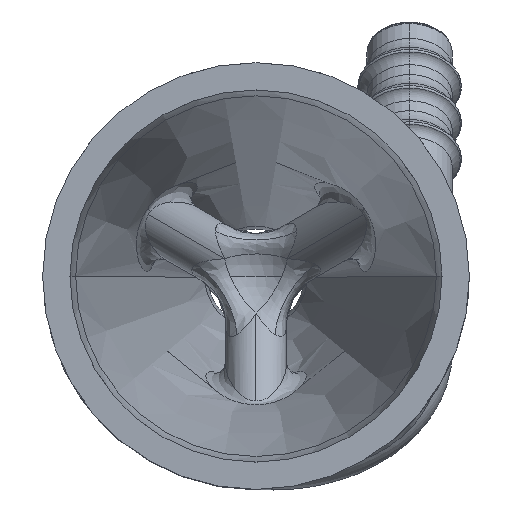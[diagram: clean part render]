
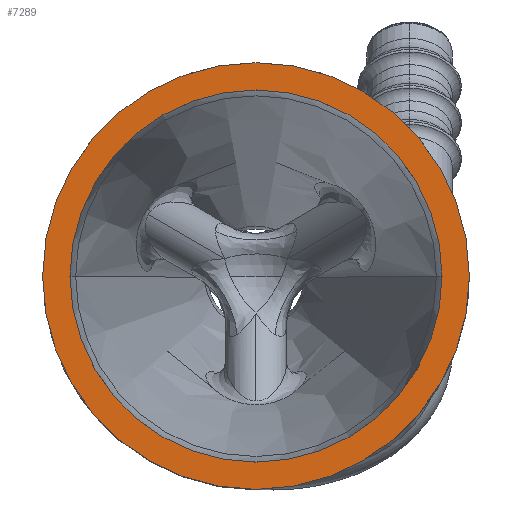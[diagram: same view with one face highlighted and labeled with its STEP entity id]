
A CAD part, top view. The second image highlights one B-rep face of the part: STEP entity #7289.
In plain terms, the highlighted planar face has unit normal (0, 0, 1).
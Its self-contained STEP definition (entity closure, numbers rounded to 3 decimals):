
#743 = ORIENTED_EDGE ( 'NONE', *, *, #14368, .T. ) ;
#1629 = CARTESIAN_POINT ( 'NONE',  ( 0., 0., 0. ) ) ;
#2416 = CARTESIAN_POINT ( 'NONE',  ( -10.9, 0., 0. ) ) ;
#3293 = DIRECTION ( 'NONE',  ( 0., 0., 1. ) ) ;
#5660 = CARTESIAN_POINT ( 'NONE',  ( 0., 0., 0. ) ) ;
#6153 = VERTEX_POINT ( 'NONE', #6604 ) ;
#6547 = AXIS2_PLACEMENT_3D ( 'NONE', #5660, #16983, #14244 ) ;
#6604 = CARTESIAN_POINT ( 'NONE',  ( -12.5, 0., 0. ) ) ;
#7289 = ADVANCED_FACE ( 'NONE', ( #7704, #24607 ), #28629, .T. ) ;
#7704 = FACE_OUTER_BOUND ( 'NONE', #15605, .T. ) ;
#8493 = DIRECTION ( 'NONE',  ( 0., 0., 1. ) ) ;
#9025 = AXIS2_PLACEMENT_3D ( 'NONE', #22162, #3293, #26037 ) ;
#10121 = DIRECTION ( 'NONE',  ( 1., 0., 0. ) ) ;
#13479 = VERTEX_POINT ( 'NONE', #18872 ) ;
#13894 = EDGE_LOOP ( 'NONE', ( #33059, #15790 ) ) ;
#14244 = DIRECTION ( 'NONE',  ( 1., 0., 0. ) ) ;
#14298 = DIRECTION ( 'NONE',  ( 1., 0., 0. ) ) ;
#14368 = EDGE_CURVE ( 'NONE', #34290, #6153, #31961, .T. ) ;
#14619 = EDGE_CURVE ( 'NONE', #6153, #34290, #30191, .T. ) ;
#14665 = CARTESIAN_POINT ( 'NONE',  ( 12.5, 0., 0. ) ) ;
#15605 = EDGE_LOOP ( 'NONE', ( #743, #31519 ) ) ;
#15790 = ORIENTED_EDGE ( 'NONE', *, *, #18838, .F. ) ;
#16983 = DIRECTION ( 'NONE',  ( 0., 0., 1. ) ) ;
#17204 = DIRECTION ( 'NONE',  ( 1., 0., 0. ) ) ;
#17314 = CARTESIAN_POINT ( 'NONE',  ( 0., 0., 0. ) ) ;
#18593 = AXIS2_PLACEMENT_3D ( 'NONE', #1629, #24261, #10121 ) ;
#18838 = EDGE_CURVE ( 'NONE', #31299, #13479, #36278, .T. ) ;
#18872 = CARTESIAN_POINT ( 'NONE',  ( 10.9, 0., 0. ) ) ;
#19724 = DIRECTION ( 'NONE',  ( 0., 0., 1. ) ) ;
#21877 = AXIS2_PLACEMENT_3D ( 'NONE', #17314, #8493, #17204 ) ;
#22162 = CARTESIAN_POINT ( 'NONE',  ( 0., 0., 0. ) ) ;
#23352 = EDGE_CURVE ( 'NONE', #13479, #31299, #31404, .T. ) ;
#24261 = DIRECTION ( 'NONE',  ( 0., 0., 1. ) ) ;
#24607 = FACE_BOUND ( 'NONE', #13894, .T. ) ;
#25013 = AXIS2_PLACEMENT_3D ( 'NONE', #36732, #19724, #14298 ) ;
#26037 = DIRECTION ( 'NONE',  ( 1., 0., 0. ) ) ;
#28629 = PLANE ( 'NONE',  #6547 ) ;
#30191 = CIRCLE ( 'NONE', #25013, 12.5 ) ;
#31299 = VERTEX_POINT ( 'NONE', #2416 ) ;
#31404 = CIRCLE ( 'NONE', #9025, 10.9 ) ;
#31519 = ORIENTED_EDGE ( 'NONE', *, *, #14619, .T. ) ;
#31961 = CIRCLE ( 'NONE', #21877, 12.5 ) ;
#33059 = ORIENTED_EDGE ( 'NONE', *, *, #23352, .F. ) ;
#34290 = VERTEX_POINT ( 'NONE', #14665 ) ;
#36278 = CIRCLE ( 'NONE', #18593, 10.9 ) ;
#36732 = CARTESIAN_POINT ( 'NONE',  ( 0., 0., 0. ) ) ;
